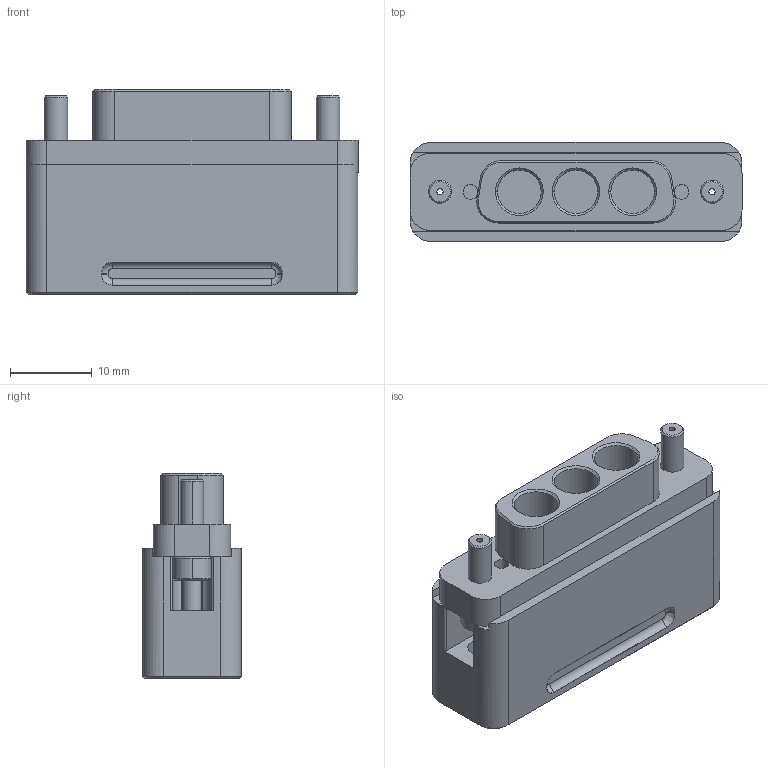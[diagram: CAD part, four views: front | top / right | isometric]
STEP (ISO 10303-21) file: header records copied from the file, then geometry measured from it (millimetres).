
FILE_DESCRIPTION (( 'STEP AP203' ), '1' );
FILE_NAME ('101009.stp', '2015-05-01T00:10:48', ( '' ), ( '' ), 'SwSTEP 2.0', 'SolidWorks 2012', '' );
FILE_SCHEMA (( 'CONFIG_CONTROL_DESIGN' ));
Length unit declared in the file: centimetre
Products named in the file (1): 101009
Bounding box: 40.51 x 12.06 x 25.02 mm (x, y, z)
Volume: 8678.4 mm3; surface area: 4617.7 mm2
Topology: 1 solids, 1 shells, 241 faces, 572 edges, 350 vertices
Faces by surface type: plane 83, cylinder 82, bspline 40, cone 36
Entity records: 10475 total; most frequent: CARTESIAN_POINT 5007, ORIENTED_EDGE 1144, DIRECTION 1091, EDGE_CURVE 572, AXIS2_PLACEMENT_3D 410, VERTEX_POINT 350, VECTOR 271, LINE 271
